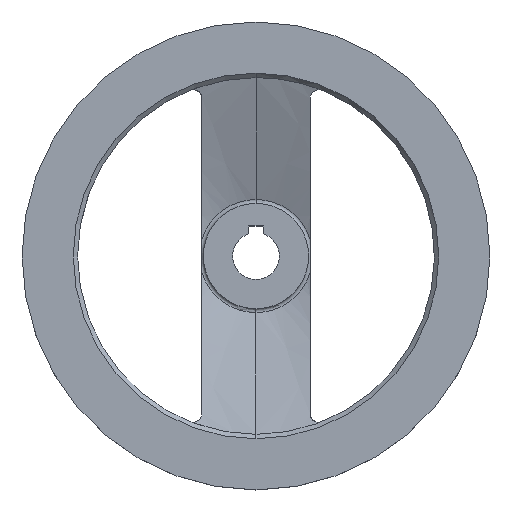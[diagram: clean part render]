
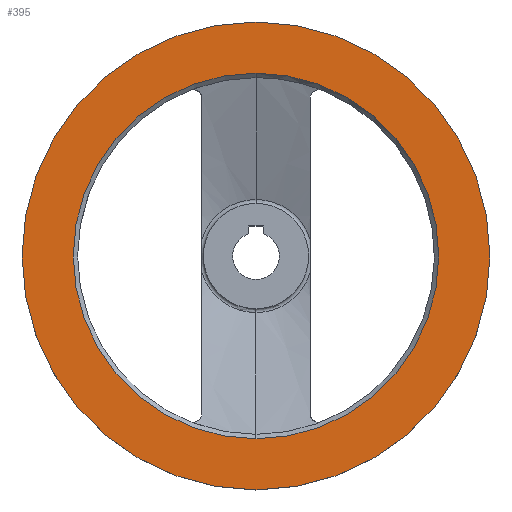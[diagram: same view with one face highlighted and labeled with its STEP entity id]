
A CAD part, top view. The second image highlights one B-rep face of the part: STEP entity #395.
In plain terms, the highlighted planar face has unit normal (0, 0, 1).
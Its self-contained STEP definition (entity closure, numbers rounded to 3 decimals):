
#265=EDGE_CURVE('',#557,#509,#699,.T.);
#271=EDGE_CURVE('',#423,#543,#706,.T.);
#321=EDGE_CURVE('',#543,#423,#761,.T.);
#395=ADVANCED_FACE('',(#843,#844),#845,.T.);
#423=VERTEX_POINT('',#875);
#509=VERTEX_POINT('',#971);
#543=VERTEX_POINT('',#1008);
#549=EDGE_CURVE('',#509,#557,#1014,.T.);
#557=VERTEX_POINT('',#1022);
#699=CIRCLE('',#1169,62.5);
#706=CIRCLE('',#1177,80.0);
#761=CIRCLE('',#1247,80.0);
#843=FACE_BOUND('',#1389,.T.);
#844=FACE_OUTER_BOUND('',#1390,.T.);
#845=PLANE('',#1391);
#875=CARTESIAN_POINT('',(0.,-80.0,39.0));
#971=CARTESIAN_POINT('',(0.,-62.5,39.0));
#1008=CARTESIAN_POINT('',(0.,80.,39.0));
#1014=CIRCLE('',#1791,62.5);
#1022=CARTESIAN_POINT('',(0.,62.5,39.0));
#1169=AXIS2_PLACEMENT_3D('',#2060,#2061,#2062);
#1177=AXIS2_PLACEMENT_3D('',#2079,#2080,#2081);
#1247=AXIS2_PLACEMENT_3D('',#2161,#2162,#2163);
#1389=EDGE_LOOP('',(#2268,#2269));
#1390=EDGE_LOOP('',(#2270,#2271));
#1391=AXIS2_PLACEMENT_3D('',#2272,#2273,#2274);
#1791=AXIS2_PLACEMENT_3D('',#2443,#2444,#2445);
#2060=CARTESIAN_POINT('',(0.,0.,39.0));
#2061=DIRECTION('',(0.,0.,1.0));
#2062=DIRECTION('',(0.,1.0,0.));
#2079=CARTESIAN_POINT('',(0.,0.,39.0));
#2080=DIRECTION('',(0.,0.,1.0));
#2081=DIRECTION('',(0.,1.0,0.));
#2161=CARTESIAN_POINT('',(0.,0.,39.0));
#2162=DIRECTION('',(0.,0.,1.0));
#2163=DIRECTION('',(0.,1.0,0.));
#2268=ORIENTED_EDGE('',*,*,#265,.F.);
#2269=ORIENTED_EDGE('',*,*,#549,.F.);
#2270=ORIENTED_EDGE('',*,*,#321,.T.);
#2271=ORIENTED_EDGE('',*,*,#271,.T.);
#2272=CARTESIAN_POINT('',(0.,71.25,39.0));
#2273=DIRECTION('',(0.,0.,1.0));
#2274=DIRECTION('',(0.,1.0,0.0));
#2443=CARTESIAN_POINT('',(0.,0.,39.0));
#2444=DIRECTION('',(0.,0.,1.0));
#2445=DIRECTION('',(0.,1.0,0.));
